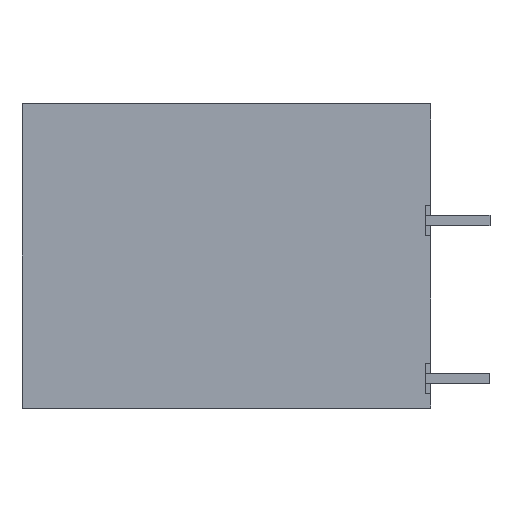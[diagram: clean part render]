
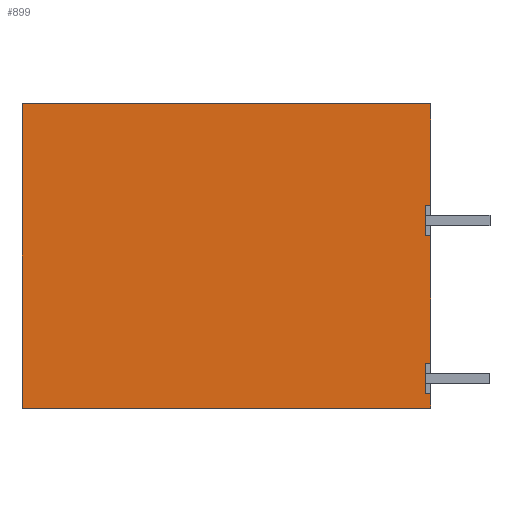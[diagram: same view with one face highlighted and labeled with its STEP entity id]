
A CAD part, left-side view. The second image highlights one B-rep face of the part: STEP entity #899.
In plain terms, the highlighted planar face has unit normal (-1, 0, 0).
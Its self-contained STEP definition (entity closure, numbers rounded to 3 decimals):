
#829=AXIS2_PLACEMENT_3D('Plane Axis2P3D',#826,#827,#828) ;
#188=CARTESIAN_POINT('Vertex',(0.,3.8,0.85)) ;
#232=CARTESIAN_POINT('Vertex',(0.,3.8,2.65)) ;
#235=CARTESIAN_POINT('Line Origine',(0.,3.8,1.75)) ;
#760=CARTESIAN_POINT('Vertex',(0.,3.5,0.85)) ;
#763=CARTESIAN_POINT('Line Origine',(0.,3.65,0.85)) ;
#781=CARTESIAN_POINT('Line Origine',(0.,3.5,0.425)) ;
#785=CARTESIAN_POINT('Vertex',(0.,3.5,0.)) ;
#806=CARTESIAN_POINT('Line Origine',(0.,15.6,0.)) ;
#810=CARTESIAN_POINT('Vertex',(0.,27.7,0.)) ;
#826=CARTESIAN_POINT('Axis2P3D Location',(0.,0.,0.)) ;
#831=CARTESIAN_POINT('Line Origine',(0.,3.8,11.1)) ;
#835=CARTESIAN_POINT('Vertex',(0.,3.8,12.)) ;
#837=CARTESIAN_POINT('Vertex',(0.,3.8,10.2)) ;
#840=CARTESIAN_POINT('Line Origine',(0.,3.65,12.)) ;
#844=CARTESIAN_POINT('Vertex',(0.,3.5,12.)) ;
#847=CARTESIAN_POINT('Line Origine',(0.,3.5,15.)) ;
#851=CARTESIAN_POINT('Vertex',(0.,3.5,18.)) ;
#854=CARTESIAN_POINT('Line Origine',(0.,15.6,18.)) ;
#858=CARTESIAN_POINT('Vertex',(0.,27.7,18.)) ;
#861=CARTESIAN_POINT('Line Origine',(0.,27.7,9.)) ;
#866=CARTESIAN_POINT('Line Origine',(0.,3.65,2.65)) ;
#870=CARTESIAN_POINT('Vertex',(0.,3.5,2.65)) ;
#873=CARTESIAN_POINT('Line Origine',(0.,3.5,6.425)) ;
#877=CARTESIAN_POINT('Vertex',(0.,3.5,10.2)) ;
#880=CARTESIAN_POINT('Line Origine',(0.,3.65,10.2)) ;
#236=DIRECTION('Vector Direction',(0.,0.,-1.)) ;
#764=DIRECTION('Vector Direction',(0.,1.,0.)) ;
#782=DIRECTION('Vector Direction',(0.,0.,-1.)) ;
#807=DIRECTION('Vector Direction',(0.,1.,0.)) ;
#827=DIRECTION('Axis2P3D Direction',(-1.,0.,0.)) ;
#828=DIRECTION('Axis2P3D XDirection',(0.,0.,1.)) ;
#832=DIRECTION('Vector Direction',(0.,0.,-1.)) ;
#841=DIRECTION('Vector Direction',(0.,1.,0.)) ;
#848=DIRECTION('Vector Direction',(0.,0.,-1.)) ;
#855=DIRECTION('Vector Direction',(0.,-1.,0.)) ;
#862=DIRECTION('Vector Direction',(0.,0.,1.)) ;
#867=DIRECTION('Vector Direction',(0.,1.,0.)) ;
#874=DIRECTION('Vector Direction',(0.,0.,-1.)) ;
#881=DIRECTION('Vector Direction',(0.,1.,0.)) ;
#237=VECTOR('Line Direction',#236,1.) ;
#765=VECTOR('Line Direction',#764,1.) ;
#783=VECTOR('Line Direction',#782,1.) ;
#808=VECTOR('Line Direction',#807,1.) ;
#833=VECTOR('Line Direction',#832,1.) ;
#842=VECTOR('Line Direction',#841,1.) ;
#849=VECTOR('Line Direction',#848,1.) ;
#856=VECTOR('Line Direction',#855,1.) ;
#863=VECTOR('Line Direction',#862,1.) ;
#868=VECTOR('Line Direction',#867,1.) ;
#875=VECTOR('Line Direction',#874,1.) ;
#882=VECTOR('Line Direction',#881,1.) ;
#886=ORIENTED_EDGE('',*,*,#839,.F.) ;
#887=ORIENTED_EDGE('',*,*,#846,.F.) ;
#888=ORIENTED_EDGE('',*,*,#853,.T.) ;
#889=ORIENTED_EDGE('',*,*,#860,.T.) ;
#890=ORIENTED_EDGE('',*,*,#865,.T.) ;
#891=ORIENTED_EDGE('',*,*,#812,.T.) ;
#892=ORIENTED_EDGE('',*,*,#787,.T.) ;
#893=ORIENTED_EDGE('',*,*,#767,.T.) ;
#894=ORIENTED_EDGE('',*,*,#239,.F.) ;
#895=ORIENTED_EDGE('',*,*,#872,.F.) ;
#896=ORIENTED_EDGE('',*,*,#879,.T.) ;
#897=ORIENTED_EDGE('',*,*,#884,.T.) ;
#899=ADVANCED_FACE('HOUSING',(#898),#830,.T.) ;
#239=EDGE_CURVE('',#233,#189,#238,.T.) ;
#767=EDGE_CURVE('',#761,#189,#766,.T.) ;
#787=EDGE_CURVE('',#786,#761,#784,.F.) ;
#812=EDGE_CURVE('',#811,#786,#809,.F.) ;
#839=EDGE_CURVE('',#836,#838,#834,.T.) ;
#846=EDGE_CURVE('',#845,#836,#843,.T.) ;
#853=EDGE_CURVE('',#845,#852,#850,.F.) ;
#860=EDGE_CURVE('',#852,#859,#857,.F.) ;
#865=EDGE_CURVE('',#859,#811,#864,.F.) ;
#872=EDGE_CURVE('',#871,#233,#869,.T.) ;
#879=EDGE_CURVE('',#871,#878,#876,.F.) ;
#884=EDGE_CURVE('',#878,#838,#883,.T.) ;
#885=EDGE_LOOP('',(#886,#887,#888,#889,#890,#891,#892,#893,#894,#895,#896,#897)) ;
#898=FACE_OUTER_BOUND('',#885,.T.) ;
#238=LINE('Line',#235,#237) ;
#766=LINE('Line',#763,#765) ;
#784=LINE('Line',#781,#783) ;
#809=LINE('Line',#806,#808) ;
#834=LINE('Line',#831,#833) ;
#843=LINE('Line',#840,#842) ;
#850=LINE('Line',#847,#849) ;
#857=LINE('Line',#854,#856) ;
#864=LINE('Line',#861,#863) ;
#869=LINE('Line',#866,#868) ;
#876=LINE('Line',#873,#875) ;
#883=LINE('Line',#880,#882) ;
#830=PLANE('',#829) ;
#189=VERTEX_POINT('',#188) ;
#233=VERTEX_POINT('',#232) ;
#761=VERTEX_POINT('',#760) ;
#786=VERTEX_POINT('',#785) ;
#811=VERTEX_POINT('',#810) ;
#836=VERTEX_POINT('',#835) ;
#838=VERTEX_POINT('',#837) ;
#845=VERTEX_POINT('',#844) ;
#852=VERTEX_POINT('',#851) ;
#859=VERTEX_POINT('',#858) ;
#871=VERTEX_POINT('',#870) ;
#878=VERTEX_POINT('',#877) ;
